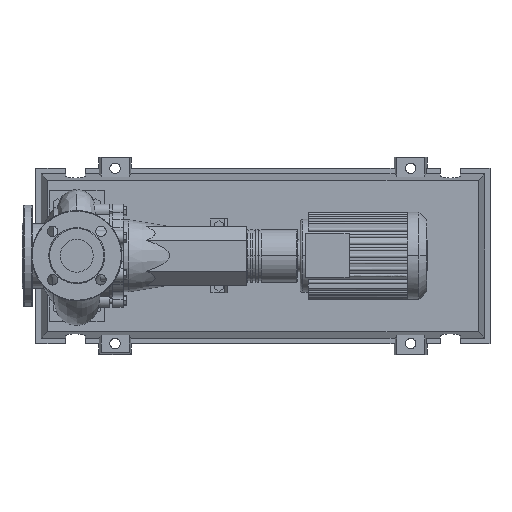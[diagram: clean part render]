
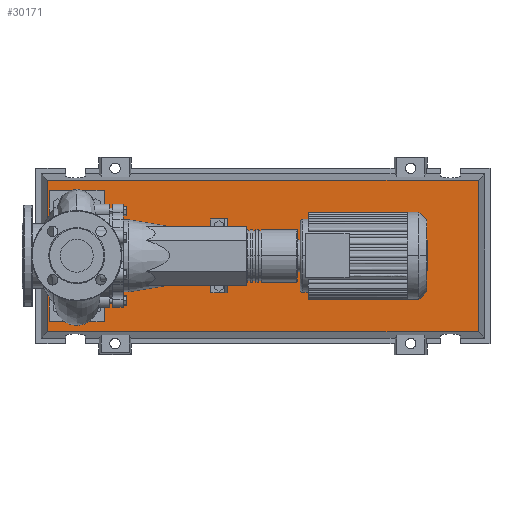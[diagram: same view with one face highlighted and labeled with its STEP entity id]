
A CAD part, top view. The second image highlights one B-rep face of the part: STEP entity #30171.
In plain terms, the highlighted planar face has unit normal (0, 0, 1).
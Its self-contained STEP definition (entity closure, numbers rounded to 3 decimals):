
#29852=CARTESIAN_POINT('',(733.292,-138.292,83.0));
#29853=VERTEX_POINT('',#29852);
#29860=CARTESIAN_POINT('',(-53.292,-138.292,83.0));
#29861=VERTEX_POINT('',#29860);
#29862=CARTESIAN_POINT('',(733.292,-138.292,83.0));
#29863=DIRECTION('',(-1.0,0.0,0.0));
#29864=VECTOR('',#29863,786.584);
#29865=LINE('',#29862,#29864);
#29866=EDGE_CURVE('',#29853,#29861,#29865,.T.);
#30084=CARTESIAN_POINT('',(733.292,138.292,83.0));
#30085=VERTEX_POINT('',#30084);
#30086=CARTESIAN_POINT('',(733.292,138.292,83.0));
#30087=DIRECTION('',(0.0,-1.0,0.0));
#30088=VECTOR('',#30087,276.584);
#30089=LINE('',#30086,#30088);
#30090=EDGE_CURVE('',#30085,#29853,#30089,.T.);
#30108=CARTESIAN_POINT('',(-53.292,138.292,83.0));
#30109=VERTEX_POINT('',#30108);
#30110=CARTESIAN_POINT('',(-53.292,-138.292,83.0));
#30111=DIRECTION('',(0.0,1.0,0.0));
#30112=VECTOR('',#30111,276.584);
#30113=LINE('',#30110,#30112);
#30114=EDGE_CURVE('',#29861,#30109,#30113,.T.);
#30147=CARTESIAN_POINT('',(-53.292,138.292,83.0));
#30148=DIRECTION('',(1.0,0.0,0.0));
#30149=VECTOR('',#30148,786.584);
#30150=LINE('',#30147,#30149);
#30151=EDGE_CURVE('',#30109,#30085,#30150,.T.);
#30160=CARTESIAN_POINT('',(340.,0.,83.0));
#30161=DIRECTION('',(0.0,0.0,1.0));
#30162=DIRECTION('',(1.0,0.0,0.0));
#30163=AXIS2_PLACEMENT_3D('',#30160,#30161,#30162);
#30164=PLANE('',#30163);
#30165=ORIENTED_EDGE('',*,*,#30090,.F.);
#30166=ORIENTED_EDGE('',*,*,#30151,.F.);
#30167=ORIENTED_EDGE('',*,*,#30114,.F.);
#30168=ORIENTED_EDGE('',*,*,#29866,.F.);
#30169=EDGE_LOOP('',(#30165,#30166,#30167,#30168));
#30170=FACE_OUTER_BOUND('',#30169,.T.);
#30171=ADVANCED_FACE('',(#30170),#30164,.T.);
